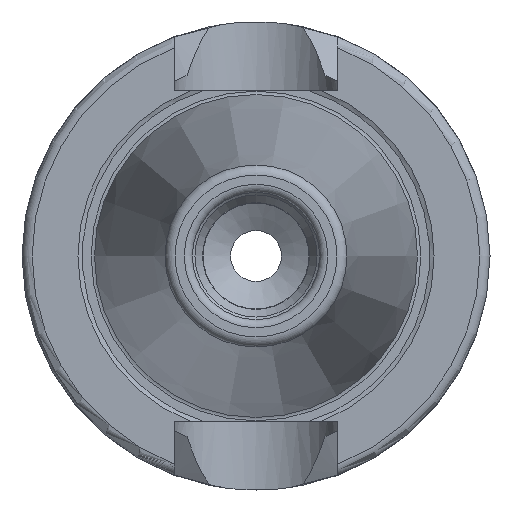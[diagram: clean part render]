
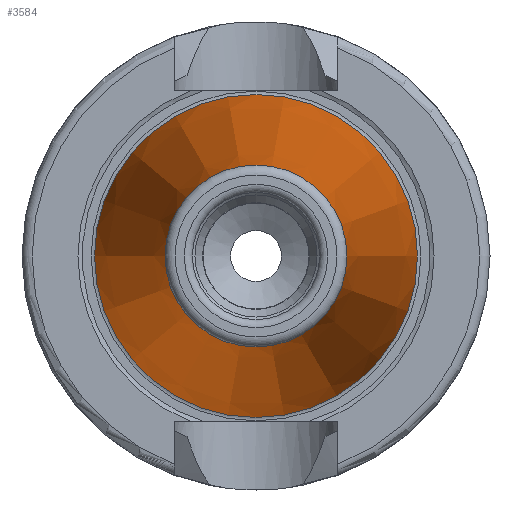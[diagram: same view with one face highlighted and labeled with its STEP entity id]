
A CAD part, left-side view. The second image highlights one B-rep face of the part: STEP entity #3584.
In plain terms, the highlighted conical face has half-angle 8.297 degrees and reference radius 12.408 mm.
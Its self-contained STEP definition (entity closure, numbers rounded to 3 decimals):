
#3550=CARTESIAN_POINT('',(-47.544,8.941,0.0));
#3551=VERTEX_POINT('',#3550);
#3552=CARTESIAN_POINT('',(-47.544,0.0,0.0));
#3553=DIRECTION('',(1.0,0.0,0.0));
#3554=DIRECTION('',(0.0,1.0,0.0));
#3555=AXIS2_PLACEMENT_3D('',#3552,#3553,#3554);
#3556=CIRCLE('',#3555,8.941);
#3557=EDGE_CURVE('',#3551,#3551,#3556,.T.);
#3565=CARTESIAN_POINT('',(-23.772,0.0,0.0));
#3566=DIRECTION('',(1.0,0.0,0.0));
#3567=DIRECTION('',(0.0,1.0,0.0));
#3568=AXIS2_PLACEMENT_3D('',#3565,#3566,#3567);
#3569=CONICAL_SURFACE('',#3568,12.408,8.297);
#3570=CARTESIAN_POINT('',(0.0,15.875,0.0));
#3571=VERTEX_POINT('',#3570);
#3572=CARTESIAN_POINT('',(0.0,0.0,0.0));
#3573=DIRECTION('',(1.0,0.0,0.0));
#3574=DIRECTION('',(0.0,1.0,0.0));
#3575=AXIS2_PLACEMENT_3D('',#3572,#3573,#3574);
#3576=CIRCLE('',#3575,15.875);
#3577=EDGE_CURVE('',#3571,#3571,#3576,.T.);
#3578=ORIENTED_EDGE('',*,*,#3577,.F.);
#3579=EDGE_LOOP('',(#3578));
#3580=FACE_OUTER_BOUND('',#3579,.T.);
#3581=ORIENTED_EDGE('',*,*,#3557,.T.);
#3582=EDGE_LOOP('',(#3581));
#3583=FACE_BOUND('',#3582,.T.);
#3584=ADVANCED_FACE('',(#3580,#3583),#3569,.T.);
